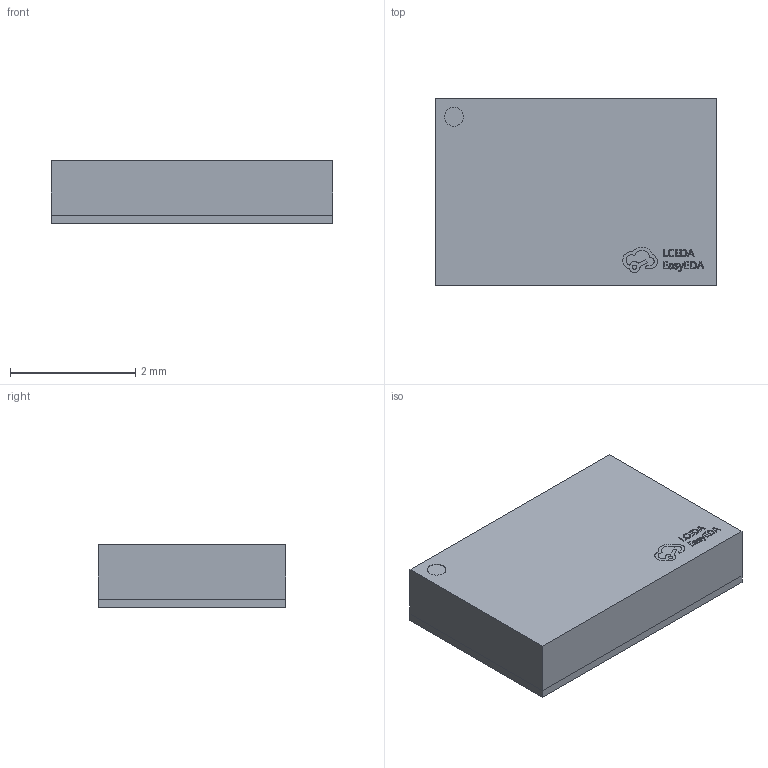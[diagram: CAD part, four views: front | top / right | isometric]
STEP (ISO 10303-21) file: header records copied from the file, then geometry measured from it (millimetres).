
FILE_DESCRIPTION (( 'STEP AP214' ), '1' );
FILE_NAME ('LGA-16_L4.5-W3.0-H1.0-P0.50-BL.step', '2022-07-04T13:25:12', ( '' ), ( '' ), 'SwSTEP 2.0', 'SolidWorks 2020', '' );
FILE_SCHEMA (( 'AUTOMOTIVE_DESIGN' ));
Length unit declared in the file: millimetre
Products named in the file (1): LGA-16_L4.5-W3.0-H1.0-P0.50-BL
Bounding box: 4.5 x 3 x 1 mm (x, y, z)
Volume: 13.5 mm3; surface area: 69.1 mm2
Topology: 2 solids, 2 shells, 315 faces, 869 edges, 602 vertices
Faces by surface type: plane 201, bspline 112, cylinder 2
Entity records: 14016 total; most frequent: CARTESIAN_POINT 3891, ORIENTED_EDGE 1738, DIRECTION 1053, EDGE_CURVE 869, LINE 637, VECTOR 637, VERTEX_POINT 602, EDGE_LOOP 359
